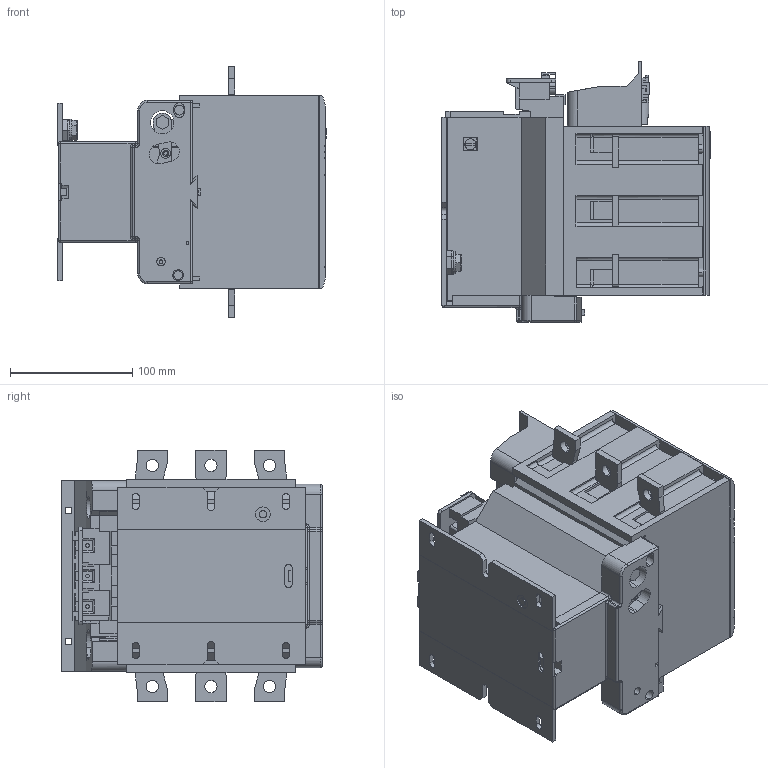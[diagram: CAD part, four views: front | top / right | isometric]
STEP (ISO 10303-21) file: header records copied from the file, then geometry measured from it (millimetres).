
FILE_DESCRIPTION (( 'STEP AP203' ), '1' );
FILE_NAME ('Êîíòàêòîð ÊÒÝ 330À.STEP', '2016-11-25T15:47:39', ( '' ), ( '' ), 'SwSTEP 2.0', 'SolidWorks 2010', '' );
FILE_SCHEMA (( 'CONFIG_CONTROL_DESIGN' ));
Length unit declared in the file: millimetre
Products named in the file (1): Êîíòàêòîð ÊÒÝ 330À
Bounding box: 220 x 213 x 206 mm (x, y, z)
Volume: 3281071.7 mm3; surface area: 405930.4 mm2
Topology: 4 solids, 6 shells, 1242 faces, 3488 edges, 2267 vertices
Faces by surface type: plane 951, cylinder 253, torus 26, sphere 8, cone 4
Entity records: 40046 total; most frequent: CARTESIAN_POINT 7636, ORIENTED_EDGE 6960, DIRECTION 6385, EDGE_CURVE 3480, VECTOR 2817, LINE 2817, VERTEX_POINT 2267, AXIS2_PLACEMENT_3D 1784
